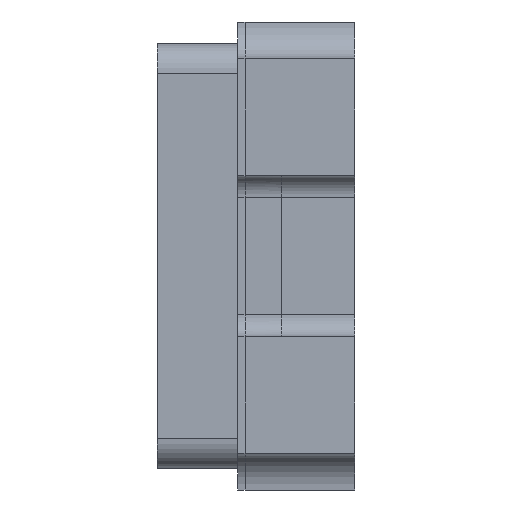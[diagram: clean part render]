
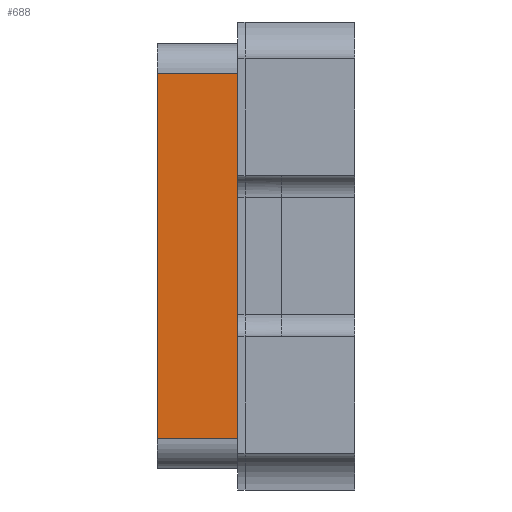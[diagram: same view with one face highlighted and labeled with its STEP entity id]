
A CAD part, left-side view. The second image highlights one B-rep face of the part: STEP entity #688.
In plain terms, the highlighted planar face has unit normal (-1, 0, 0).
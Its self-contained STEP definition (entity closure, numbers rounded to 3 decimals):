
#27 = EDGE_CURVE ( 'NONE', #98, #859, #2449, .T. ) ;
#66 = EDGE_CURVE ( 'NONE', #98, #1659, #164, .T. ) ;
#98 = VERTEX_POINT ( 'NONE', #1122 ) ;
#108 = FACE_OUTER_BOUND ( 'NONE', #1830, .T. ) ;
#164 = LINE ( 'NONE', #533, #2372 ) ;
#173 = DIRECTION ( 'NONE',  ( 0., 0., 1. ) ) ;
#472 = CARTESIAN_POINT ( 'NONE',  ( -2.3, 0.8, 1.25 ) ) ;
#533 = CARTESIAN_POINT ( 'NONE',  ( -2.3, 1.35, 1.25 ) ) ;
#688 = ADVANCED_FACE ( 'NONE', ( #108 ), #2061, .F. ) ;
#705 = CARTESIAN_POINT ( 'NONE',  ( -2.3, 8.138, -1.25 ) ) ;
#820 = VECTOR ( 'NONE', #1813, 1000. ) ;
#859 = VERTEX_POINT ( 'NONE', #2119 ) ;
#889 = VECTOR ( 'NONE', #173, 1000. ) ;
#1008 = LINE ( 'NONE', #1249, #820 ) ;
#1059 = DIRECTION ( 'NONE',  ( 1., 0., 0. ) ) ;
#1122 = CARTESIAN_POINT ( 'NONE',  ( -2.3, 1.35, -1.25 ) ) ;
#1134 = DIRECTION ( 'NONE',  ( 0., 0., 1. ) ) ;
#1174 = LINE ( 'NONE', #2139, #889 ) ;
#1249 = CARTESIAN_POINT ( 'NONE',  ( -2.3, 8.138, 1.25 ) ) ;
#1417 = ORIENTED_EDGE ( 'NONE', *, *, #1525, .F. ) ;
#1482 = DIRECTION ( 'NONE',  ( 0., -1., 0. ) ) ;
#1525 = EDGE_CURVE ( 'NONE', #1659, #2409, #1008, .T. ) ;
#1571 = ORIENTED_EDGE ( 'NONE', *, *, #66, .F. ) ;
#1629 = DIRECTION ( 'NONE',  ( 0., 0., -1. ) ) ;
#1635 = VECTOR ( 'NONE', #1482, 1000. ) ;
#1659 = VERTEX_POINT ( 'NONE', #1874 ) ;
#1813 = DIRECTION ( 'NONE',  ( 0., -1., 0. ) ) ;
#1830 = EDGE_LOOP ( 'NONE', ( #1571, #1910, #1890, #1417 ) ) ;
#1874 = CARTESIAN_POINT ( 'NONE',  ( -2.3, 1.35, 1.25 ) ) ;
#1885 = AXIS2_PLACEMENT_3D ( 'NONE', #2399, #1059, #1629 ) ;
#1890 = ORIENTED_EDGE ( 'NONE', *, *, #2251, .T. ) ;
#1910 = ORIENTED_EDGE ( 'NONE', *, *, #27, .T. ) ;
#2061 = PLANE ( 'NONE',  #1885 ) ;
#2119 = CARTESIAN_POINT ( 'NONE',  ( -2.3, 0.8, -1.25 ) ) ;
#2139 = CARTESIAN_POINT ( 'NONE',  ( -2.3, 0.8, 1.25 ) ) ;
#2251 = EDGE_CURVE ( 'NONE', #859, #2409, #1174, .T. ) ;
#2372 = VECTOR ( 'NONE', #1134, 1000. ) ;
#2399 = CARTESIAN_POINT ( 'NONE',  ( -2.3, 8.138, 1.25 ) ) ;
#2409 = VERTEX_POINT ( 'NONE', #472 ) ;
#2449 = LINE ( 'NONE', #705, #1635 ) ;
